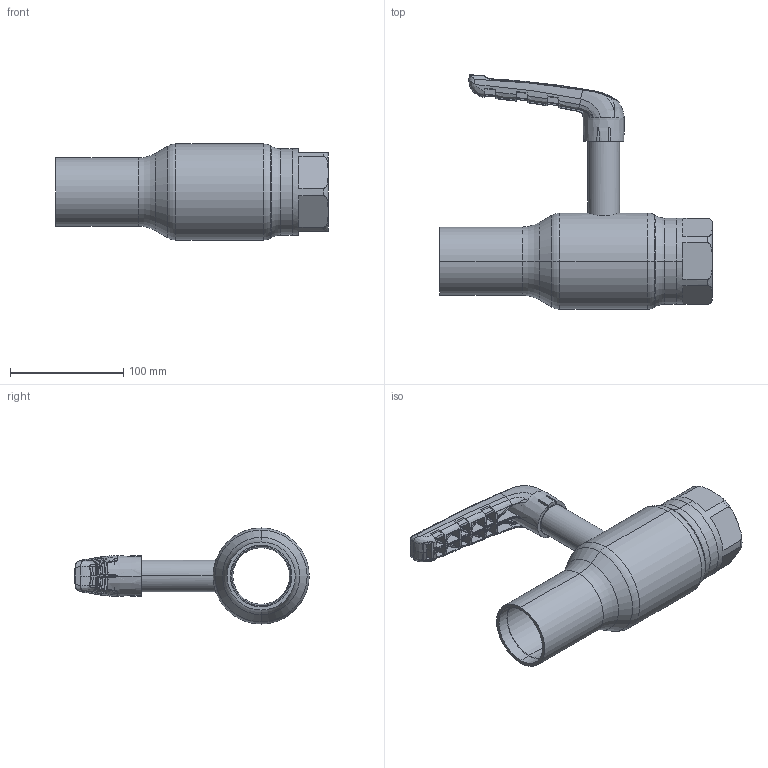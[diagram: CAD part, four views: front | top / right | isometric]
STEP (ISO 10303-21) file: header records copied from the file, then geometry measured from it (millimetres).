
FILE_DESCRIPTION (( 'STEP AP214' ), '1' );
FILE_NAME ('1050003601-2101.STEP', '2020-05-05T11:06:20', ( '' ), ( '' ), 'SwSTEP 2.0', 'SolidWorks 2019', '' );
FILE_SCHEMA (( 'AUTOMOTIVE_DESIGN' ));
Length unit declared in the file: millimetre
Products named in the file (21): 9050050001_Uden snap; 9050090000_Uden snap; 9050130000_20) Pipe assembly; 9040520001; 9050013601_005 Endfinishing; 9040500002_9040500002-Black; 9050000101_Inserted; 92A5066_98A1002; 9050191001; 1050003601-2101; 1050003601-2_002 Finished - OPEN; 9050003609_007 Finished - OPEN; 1050003601_002 Finished - OPEN; 9040520000_9040520000-Red; 9050140000; 9050180001; 9050410000; 9050000107_Open; 9050170000; 9050020000-1
Assembly tree (24 placements, depth 6):
  1050003601-2101
    1050003601-2_002 Finished - OPEN
      1050003601_002 Finished - OPEN
        9050003609_007 Finished - OPEN
          9050013601_005 Endfinishing
          9050000107_Open
            9050090000_Uden snap
            9050170000
            9050191001
            9050180001  x2
            92A5066_98A1002  x2
            9050050001_Uden snap
          9050020000-1
          9050000101_Inserted
            9050130000_20) Pipe assembly
            9050140000
          9050000101_Inserted
            9050130000_20) Pipe assembly
            9050140000
        9050410000
    9040500002_9040500002-Black
    9040520001
      9040520000_9040520000-Red
Bounding box: 241 x 207.31 x 85 mm (x, y, z)
Volume: 442657.3 mm3; surface area: 260942.2 mm2
Topology: 17 solids, 19 shells, 1810 faces, 4463 edges, 2674 vertices
Faces by surface type: bspline 931, plane 338, cylinder 242, cone 134, torus 98, sphere 67
Entity records: 94060 total; most frequent: CARTESIAN_POINT 59301, ORIENTED_EDGE 8522, DIRECTION 4641, EDGE_CURVE 4262, VERTEX_POINT 2564, B_SPLINE_CURVE_WITH_KNOTS 2297, AXIS2_PLACEMENT_3D 1881, EDGE_LOOP 1795
